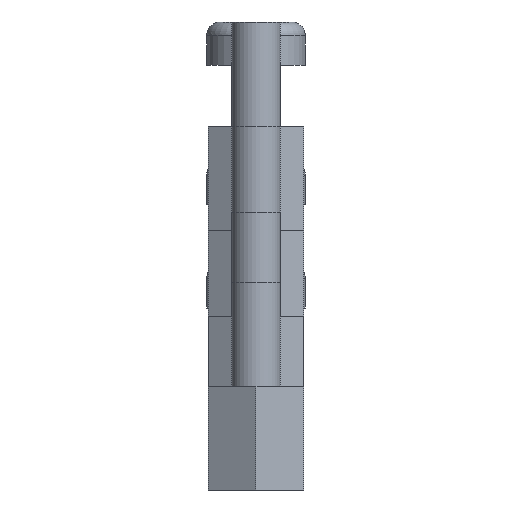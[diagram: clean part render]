
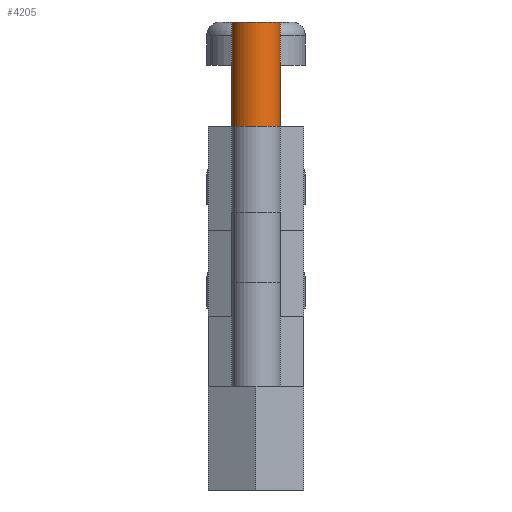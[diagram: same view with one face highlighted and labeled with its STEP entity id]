
A CAD part, left-side view. The second image highlights one B-rep face of the part: STEP entity #4205.
In plain terms, the highlighted cylindrical face has radius 1.4 mm (diameter 2.8 mm), a full revolution.
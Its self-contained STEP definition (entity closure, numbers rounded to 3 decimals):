
#4155=CARTESIAN_POINT('',(39.4,-0.,4.4));
#4156=DIRECTION('',(0.,0.,-1.));
#4157=DIRECTION('',(-1.,0.,0.));
#4158=AXIS2_PLACEMENT_3D('',#4155,#4156,#4157);
#4159=CYLINDRICAL_SURFACE('',#4158,1.4);
#4160=CARTESIAN_POINT('',(38.,0.,21.));
#4161=VERTEX_POINT('',#4160);
#4162=CARTESIAN_POINT('',(38.,0.,27.));
#4163=VERTEX_POINT('',#4162);
#4164=CARTESIAN_POINT('',(38.,-0.,21.));
#4165=DIRECTION('',(-0.,-0.,1.));
#4166=VECTOR('',#4165,6.);
#4167=LINE('',#4164,#4166);
#4168=EDGE_CURVE('',#4161,#4163,#4167,.T.);
#4169=ORIENTED_EDGE('',*,*,#4168,.T.);
#4170=CARTESIAN_POINT('',(40.8,-0.,27.));
#4171=VERTEX_POINT('',#4170);
#4172=CARTESIAN_POINT('',(39.4,-0.,27.));
#4173=DIRECTION('',(0.,0.,1.));
#4174=DIRECTION('',(1.,0.,-0.));
#4175=AXIS2_PLACEMENT_3D('',#4172,#4173,#4174);
#4176=CIRCLE('',#4175,1.4);
#4177=EDGE_CURVE('',#4171,#4163,#4176,.T.);
#4178=ORIENTED_EDGE('',*,*,#4177,.F.);
#4179=CARTESIAN_POINT('',(39.4,-0.,27.));
#4180=DIRECTION('',(0.,0.,1.));
#4181=DIRECTION('',(1.,0.,-0.));
#4182=AXIS2_PLACEMENT_3D('',#4179,#4180,#4181);
#4183=CIRCLE('',#4182,1.4);
#4184=EDGE_CURVE('',#4163,#4171,#4183,.T.);
#4185=ORIENTED_EDGE('',*,*,#4184,.F.);
#4186=ORIENTED_EDGE('',*,*,#4168,.F.);
#4187=CARTESIAN_POINT('',(40.8,-0.,21.));
#4188=VERTEX_POINT('',#4187);
#4189=CARTESIAN_POINT('',(39.4,-0.,21.));
#4190=DIRECTION('',(0.,0.,1.));
#4191=DIRECTION('',(1.,0.,-0.));
#4192=AXIS2_PLACEMENT_3D('',#4189,#4190,#4191);
#4193=CIRCLE('',#4192,1.4);
#4194=EDGE_CURVE('',#4161,#4188,#4193,.T.);
#4195=ORIENTED_EDGE('',*,*,#4194,.T.);
#4196=CARTESIAN_POINT('',(39.4,-0.,21.));
#4197=DIRECTION('',(0.,0.,1.));
#4198=DIRECTION('',(1.,0.,-0.));
#4199=AXIS2_PLACEMENT_3D('',#4196,#4197,#4198);
#4200=CIRCLE('',#4199,1.4);
#4201=EDGE_CURVE('',#4188,#4161,#4200,.T.);
#4202=ORIENTED_EDGE('',*,*,#4201,.T.);
#4203=EDGE_LOOP('',(#4169,#4178,#4185,#4186,#4195,#4202));
#4204=FACE_BOUND('',#4203,.T.);
#4205=ADVANCED_FACE('',(#4204),#4159,.T.);
